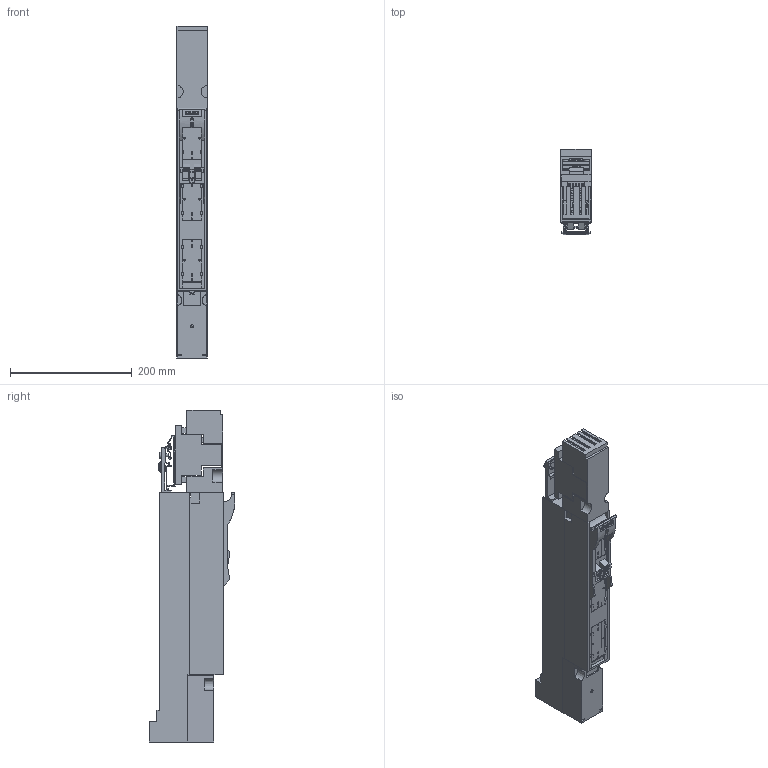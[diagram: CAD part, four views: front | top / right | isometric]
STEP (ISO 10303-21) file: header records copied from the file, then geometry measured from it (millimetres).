
FILE_DESCRIPTION(/* description */ (''),/* implementation_level */ '2;1');
FILE_NAME(/* name */ '3NJ41033CF12_v.stp',/* time_stamp */ '2023-05-30T09:57:30+02:00',/* author */ (''),/* organization */ (''),/* preprocessor_version */ 'ST-DEVELOPER v18.101',/* originating_system */ 'SIEMENS PLM Software NX 2008',/* authorisation */ '');
FILE_SCHEMA (('AUTOMOTIVE_DESIGN { 1 0 10303 214 3 1 1 1 }'));
Products named in the file (1): 3NJ41033CF12_v9_gefaerbt_vereinigt
Bounding box: 50 x 140.69 x 544.64 mm (x, y, z)
Volume: 1618654 mm3; surface area: 358641 mm2
Topology: 7 solids, 12 shells, 1841 faces, 5287 edges, 3493 vertices
Faces by surface type: plane 1514, cylinder 203, cone 67, torus 20, extrusion 18, sphere 10, bspline 9
Full cylindrical faces by diameter (mm): 2.8 x1, 3.359 x1, 3.376 x1, 3.5 x1, 3.6 x6, 3.7 x1, 4 x17, 4.5 x1, 5 x5, 5.07 x1, 5.3 x2, 6.9 x1, 7.7 x1, 8 x3, 9 x3, 10 x2, 10.5 x3, 10.7 x1, 12 x1
Entity records: 63143 total; most frequent: CARTESIAN_POINT 12899, ORIENTED_EDGE 10278, DIRECTION 8987, EDGE_CURVE 5139, VECTOR 4233, LINE 4215, VERTEX_POINT 3435, AXIS2_PLACEMENT_3D 2377
